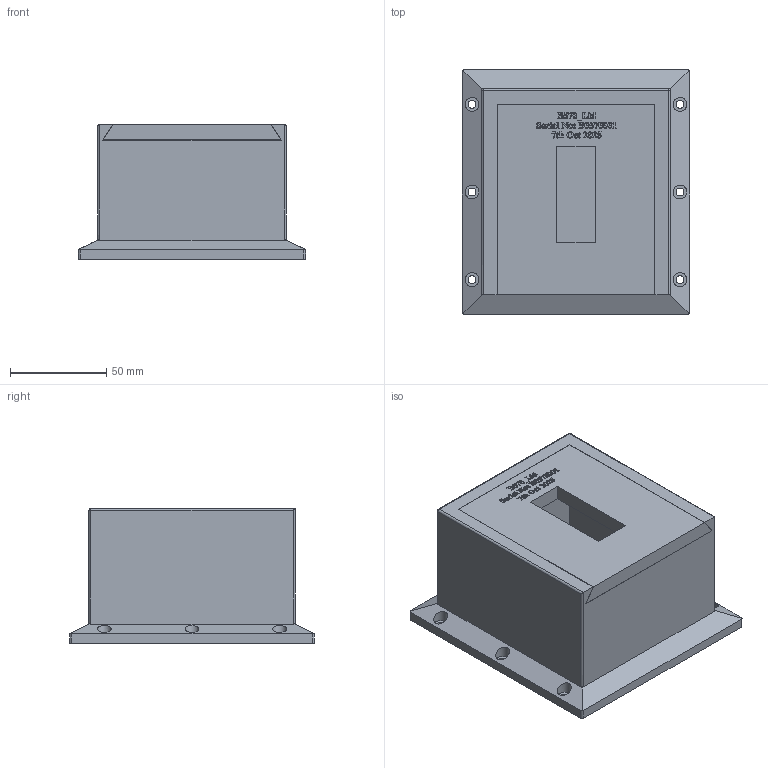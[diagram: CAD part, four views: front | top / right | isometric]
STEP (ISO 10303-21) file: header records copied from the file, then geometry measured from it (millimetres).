
FILE_DESCRIPTION(/* description */ (''),/* implementation_level */ '2;1');
FILE_NAME(/* name */ 'Boxcover_and_Lid_570.stp',/* time_stamp */ '2025-10-07T10:53:27-04:00',/* author */ ('sadi.canturk'),/* organization */ (''),/* preprocessor_version */ 'ST-DEVELOPER v20.1',/* originating_system */ 'Autodesk Inventor 2026',/* authorisation */ '');
FILE_SCHEMA (('AUTOMOTIVE_DESIGN { 1 0 10303 214 3 1 1 }'));
Length unit declared in the file: millimetre
Products named in the file (1): Boxcover_and_Lid_570
Bounding box: 118 x 127 x 70 mm (x, y, z)
Volume: 368175.9 mm3; surface area: 100509.7 mm2
Topology: 2 solids, 2 shells, 1293 faces, 3517 edges, 2342 vertices
Faces by surface type: bspline 731, plane 537, cylinder 23, sphere 2
Full cylindrical faces by diameter (mm): 4.1 x6, 7.2 x6
Entity records: 45675 total; most frequent: CARTESIAN_POINT 17936, ORIENTED_EDGE 7034, EDGE_CURVE 3517, DIRECTION 3233, VERTEX_POINT 2342, LINE 2003, VECTOR 2003, B_SPLINE_CURVE_WITH_KNOTS 1462
